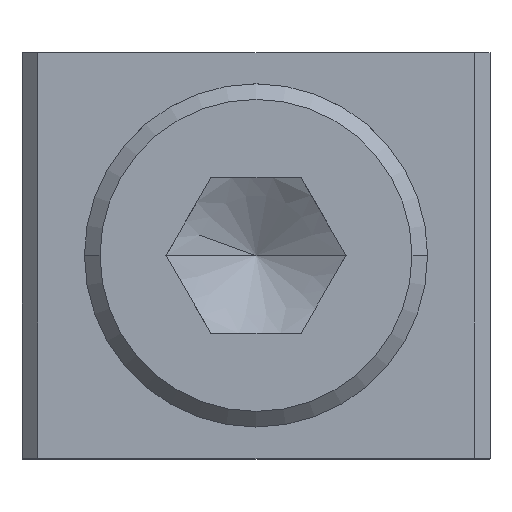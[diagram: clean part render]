
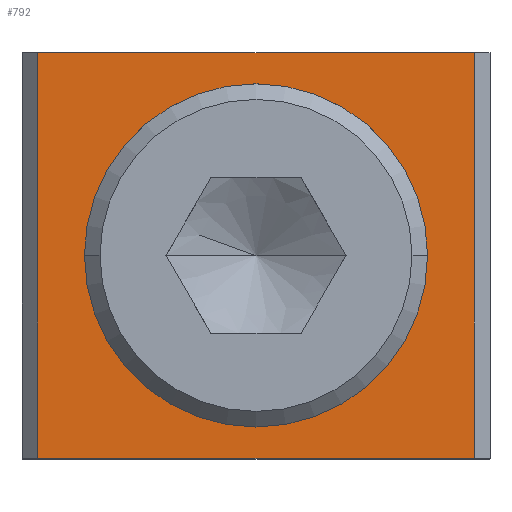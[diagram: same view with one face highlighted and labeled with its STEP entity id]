
A CAD part, top view. The second image highlights one B-rep face of the part: STEP entity #792.
In plain terms, the highlighted planar face has unit normal (0, 0, 1).
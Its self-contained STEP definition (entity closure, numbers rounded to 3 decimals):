
#440=EDGE_CURVE('',#1074,#460,#1251,.T.);
#460=VERTEX_POINT('',#1278);
#502=VERTEX_POINT('',#1323);
#570=EDGE_CURVE('',#502,#830,#1395,.T.);
#656=EDGE_CURVE('',#742,#502,#1492,.T.);
#732=EDGE_CURVE('',#1084,#742,#1575,.T.);
#742=VERTEX_POINT('',#1585);
#792=ADVANCED_FACE('',(#1640,#1641),#1642,.T.);
#830=VERTEX_POINT('',#1684);
#894=EDGE_CURVE('',#1084,#830,#1755,.T.);
#940=EDGE_CURVE('',#460,#1074,#1806,.T.);
#1074=VERTEX_POINT('',#1958);
#1084=VERTEX_POINT('',#1969);
#1251=CIRCLE('',#2149,5.5);
#1278=CARTESIAN_POINT('',(5.5,0.,17.0));
#1323=CARTESIAN_POINT('',(7.,6.5,17.0));
#1395=LINE('',#2349,#2350);
#1492=LINE('',#2473,#2474);
#1575=LINE('',#2606,#2607);
#1585=CARTESIAN_POINT('',(7.,-6.5,17.0));
#1640=FACE_BOUND('',#2696,.T.);
#1641=FACE_OUTER_BOUND('',#2697,.T.);
#1642=PLANE('',#2698);
#1684=CARTESIAN_POINT('',(-7.0,6.5,17.0));
#1755=LINE('',#2859,#2860);
#1806=CIRCLE('',#2950,5.5);
#1958=CARTESIAN_POINT('',(-5.5,0.,17.0));
#1969=CARTESIAN_POINT('',(-7.0,-6.5,17.0));
#2149=AXIS2_PLACEMENT_3D('',#3398,#3399,#3400);
#2349=CARTESIAN_POINT('',(-7.0,6.5,17.0));
#2350=VECTOR('',#3560,1.0);
#2473=CARTESIAN_POINT('',(7.,-6.5,17.0));
#2474=VECTOR('',#3674,1.0);
#2606=CARTESIAN_POINT('',(-7.0,-6.5,17.0));
#2607=VECTOR('',#3781,1.0);
#2696=EDGE_LOOP('',(#3845,#3846));
#2697=EDGE_LOOP('',(#3847,#3848,#3849,#3850));
#2698=AXIS2_PLACEMENT_3D('',#3851,#3852,#3853);
#2859=CARTESIAN_POINT('',(-7.0,-6.5,17.0));
#2860=VECTOR('',#3988,1.0);
#2950=AXIS2_PLACEMENT_3D('',#4052,#4053,#4054);
#3398=CARTESIAN_POINT('',(0.,0.,17.0));
#3399=DIRECTION('',(0.0,0.0,-1.0));
#3400=DIRECTION('',(1.0,0.0,0.0));
#3560=DIRECTION('',(-1.0,0.0,0.0));
#3674=DIRECTION('',(0.0,1.0,0.0));
#3781=DIRECTION('',(1.0,0.0,0.0));
#3845=ORIENTED_EDGE('',*,*,#940,.T.);
#3846=ORIENTED_EDGE('',*,*,#440,.T.);
#3847=ORIENTED_EDGE('',*,*,#570,.T.);
#3848=ORIENTED_EDGE('',*,*,#894,.F.);
#3849=ORIENTED_EDGE('',*,*,#732,.T.);
#3850=ORIENTED_EDGE('',*,*,#656,.T.);
#3851=CARTESIAN_POINT('',(7.,-6.5,17.0));
#3852=DIRECTION('',(0.0,-0.0,1.0));
#3853=DIRECTION('',(0.0,1.0,0.0));
#3988=DIRECTION('',(0.0,1.0,0.0));
#4052=CARTESIAN_POINT('',(0.,0.,17.0));
#4053=DIRECTION('',(0.0,0.0,-1.0));
#4054=DIRECTION('',(1.0,0.0,0.0));
